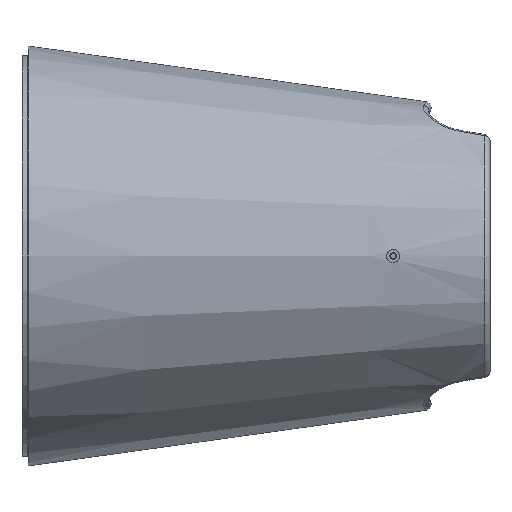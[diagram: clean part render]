
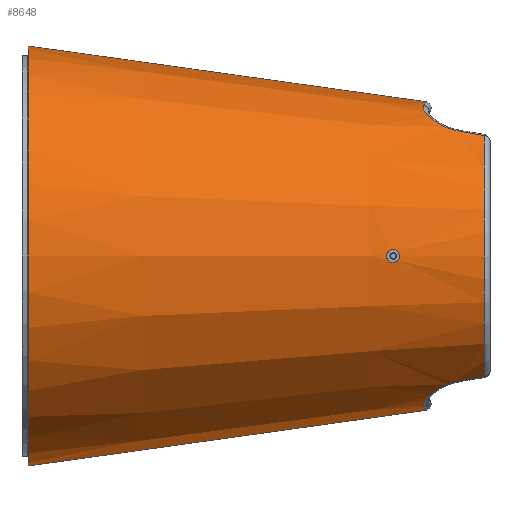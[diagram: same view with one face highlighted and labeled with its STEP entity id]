
A CAD part, left-side view. The second image highlights one B-rep face of the part: STEP entity #8648.
In plain terms, the highlighted conical face has half-angle 7.967 degrees and reference radius 45 mm.
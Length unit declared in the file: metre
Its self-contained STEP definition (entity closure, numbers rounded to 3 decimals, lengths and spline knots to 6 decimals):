
#272=CONICAL_SURFACE('',#9594,0.045,0.139);
#577=B_SPLINE_CURVE_WITH_KNOTS('',3,(#16417,#16418,#16419,#16420,#16421,
#16422,#16423),.UNSPECIFIED.,.F.,.F.,(4,1,1,1,4),(0.007873,0.009046,
0.01022,0.011393,0.012566),.UNSPECIFIED.);
#578=B_SPLINE_CURVE_WITH_KNOTS('',3,(#16432,#16433,#16434,#16435),
 .UNSPECIFIED.,.F.,.F.,(4,4),(0.,0.001581),.UNSPECIFIED.);
#606=B_SPLINE_CURVE_WITH_KNOTS('',3,(#16679,#16680,#16681,#16682),
 .UNSPECIFIED.,.F.,.F.,(4,4),(0.011023,0.021968),
 .UNSPECIFIED.);
#607=B_SPLINE_CURVE_WITH_KNOTS('',3,(#16684,#16685,#16686,#16687,#16688,
#16689,#16690,#16691),.UNSPECIFIED.,.F.,.F.,(4,1,1,1,1,4),(0.,0.005779,
0.011558,0.017336,0.020226,0.023115),
 .UNSPECIFIED.);
#608=B_SPLINE_CURVE_WITH_KNOTS('',3,(#16693,#16694,#16695,#16696),
 .UNSPECIFIED.,.F.,.F.,(4,4),(0.,0.007245),.UNSPECIFIED.);
#609=B_SPLINE_CURVE_WITH_KNOTS('',3,(#16699,#16700,#16701,#16702),
 .UNSPECIFIED.,.F.,.F.,(4,4),(0.,0.007245),
 .UNSPECIFIED.);
#610=B_SPLINE_CURVE_WITH_KNOTS('',3,(#16704,#16705,#16706,#16707,#16708,
#16709,#16710,#16711,#16712,#16713),.UNSPECIFIED.,.F.,.F.,(4,1,1,1,1,1,
1,4),(0.,0.005749,0.008624,0.011498,0.014373,
0.017247,0.020122,0.022997),.UNSPECIFIED.);
#611=B_SPLINE_CURVE_WITH_KNOTS('',3,(#16715,#16716,#16717,#16718),
 .UNSPECIFIED.,.F.,.F.,(4,4),(0.,0.011023),.UNSPECIFIED.);
#612=B_SPLINE_CURVE_WITH_KNOTS('',3,(#16720,#16721,#16722,#16723,#16724,
#16725,#16726),.UNSPECIFIED.,.F.,.F.,(4,1,1,1,4),(0.001581,0.002756,
0.003932,0.005107,0.006283),
 .UNSPECIFIED.);
#613=B_SPLINE_CURVE_WITH_KNOTS('',3,(#16728,#16729,#16730,#16731),
 .UNSPECIFIED.,.F.,.F.,(4,4),(0.006283,0.007873),
 .UNSPECIFIED.);
#972=LINE('',#16636,#1207);
#973=LINE('',#16640,#1208);
#1207=VECTOR('',#11589,1.);
#1208=VECTOR('',#11592,1.);
#3053=ORIENTED_EDGE('',*,*,#4994,.F.);
#3054=ORIENTED_EDGE('',*,*,#5003,.T.);
#3055=ORIENTED_EDGE('',*,*,#5004,.T.);
#3056=ORIENTED_EDGE('',*,*,#5005,.T.);
#3057=ORIENTED_EDGE('',*,*,#5006,.T.);
#3058=ORIENTED_EDGE('',*,*,#5007,.T.);
#3059=ORIENTED_EDGE('',*,*,#5008,.T.);
#3060=ORIENTED_EDGE('',*,*,#5009,.T.);
#3061=ORIENTED_EDGE('',*,*,#4996,.T.);
#3062=ORIENTED_EDGE('',*,*,#5010,.F.);
#3063=ORIENTED_EDGE('',*,*,#5011,.T.);
#3064=ORIENTED_EDGE('',*,*,#5012,.T.);
#3065=ORIENTED_EDGE('',*,*,#4935,.T.);
#3066=ORIENTED_EDGE('',*,*,#4939,.T.);
#4935=EDGE_CURVE('',#6010,#6011,#577,.T.);
#4939=EDGE_CURVE('',#6011,#6014,#578,.T.);
#4994=EDGE_CURVE('',#6063,#6064,#972,.T.);
#4996=EDGE_CURVE('',#6066,#6065,#973,.T.);
#5003=EDGE_CURVE('',#6063,#6072,#606,.T.);
#5004=EDGE_CURVE('',#6072,#6073,#607,.T.);
#5005=EDGE_CURVE('',#6073,#6045,#608,.T.);
#5006=EDGE_CURVE('',#6045,#6074,#6773,.F.);
#5007=EDGE_CURVE('',#6074,#6075,#609,.T.);
#5008=EDGE_CURVE('',#6075,#6076,#610,.T.);
#5009=EDGE_CURVE('',#6076,#6066,#611,.T.);
#5010=EDGE_CURVE('',#6064,#6065,#6774,.T.);
#5011=EDGE_CURVE('',#6014,#6077,#612,.T.);
#5012=EDGE_CURVE('',#6077,#6010,#613,.T.);
#6010=VERTEX_POINT('',#16424);
#6011=VERTEX_POINT('',#16425);
#6014=VERTEX_POINT('',#16431);
#6045=VERTEX_POINT('',#16535);
#6063=VERTEX_POINT('',#16635);
#6064=VERTEX_POINT('',#16637);
#6065=VERTEX_POINT('',#16639);
#6066=VERTEX_POINT('',#16641);
#6072=VERTEX_POINT('',#16683);
#6073=VERTEX_POINT('',#16692);
#6074=VERTEX_POINT('',#16698);
#6075=VERTEX_POINT('',#16703);
#6076=VERTEX_POINT('',#16714);
#6077=VERTEX_POINT('',#16727);
#6773=CIRCLE('',#9595,0.045241);
#6774=CIRCLE('',#9596,0.065);
#7435=EDGE_LOOP('',(#3053,#3054,#3055,#3056,#3057,#3058,#3059,#3060,#3061,
#3062));
#7436=EDGE_LOOP('',(#3063,#3064,#3065,#3066));
#8024=FACE_BOUND('',#7435,.T.);
#8025=FACE_BOUND('',#7436,.T.);
#8648=ADVANCED_FACE('',(#8024,#8025),#272,.T.);
#9594=AXIS2_PLACEMENT_3D('',#16678,#11595,#11596);
#9595=AXIS2_PLACEMENT_3D('',#16697,#11597,#11598);
#9596=AXIS2_PLACEMENT_3D('',#16719,#11599,#11600);
#11589=DIRECTION('',(0.,0.99,-0.139));
#11592=DIRECTION('',(0.,0.99,0.139));
#11595=DIRECTION('',(0.,1.,0.));
#11596=DIRECTION('',(0.,0.,1.));
#11597=DIRECTION('',(0.,-1.,0.));
#11598=DIRECTION('',(0.,0.,-1.));
#11599=DIRECTION('',(0.,1.,0.));
#11600=DIRECTION('',(0.,0.,1.));
#16417=CARTESIAN_POINT('',(-0.049158,0.0771,0.254205));
#16418=CARTESIAN_POINT('',(-0.049104,0.076712,0.254205));
#16419=CARTESIAN_POINT('',(-0.049005,0.07593,0.253971));
#16420=CARTESIAN_POINT('',(-0.048923,0.075146,0.253025));
#16421=CARTESIAN_POINT('',(-0.048911,0.07502,0.251802));
#16422=CARTESIAN_POINT('',(-0.048949,0.075402,0.251077));
#16423=CARTESIAN_POINT('',(-0.04898,0.07568,0.250796));
#16424=CARTESIAN_POINT('',(-0.049158,0.0771,0.254205));
#16425=CARTESIAN_POINT('',(-0.04898,0.07568,0.250796));
#16431=CARTESIAN_POINT('',(-0.049158,0.0771,0.250205));
#16432=CARTESIAN_POINT('',(-0.04898,0.07568,0.250796));
#16433=CARTESIAN_POINT('',(-0.049021,0.076056,0.250418));
#16434=CARTESIAN_POINT('',(-0.049085,0.076577,0.250205));
#16435=CARTESIAN_POINT('',(-0.049158,0.0771,0.250205));
#16535=CARTESIAN_POINT('',(-0.025622,0.048823,0.214919));
#16635=CARTESIAN_POINT('',(0.,0.067009,0.204419));
#16636=CARTESIAN_POINT('',(0.,0.0471,0.207205));
#16637=CARTESIAN_POINT('',(0.,0.19,0.187205));
#16639=CARTESIAN_POINT('',(0.,0.19,0.317205));
#16640=CARTESIAN_POINT('',(0.,0.0471,0.297205));
#16641=CARTESIAN_POINT('',(0.,0.067009,0.299992));
#16678=CARTESIAN_POINT('',(0.,0.0471,0.252205));
#16679=CARTESIAN_POINT('',(0.,0.067009,0.204419));
#16680=CARTESIAN_POINT('',(-0.003659,0.067009,0.204419));
#16681=CARTESIAN_POINT('',(-0.007361,0.06723,0.204815));
#16682=CARTESIAN_POINT('',(-0.010953,0.067646,0.205599));
#16683=CARTESIAN_POINT('',(-0.010953,0.067646,0.205599));
#16684=CARTESIAN_POINT('',(-0.010953,0.067646,0.205599));
#16685=CARTESIAN_POINT('',(-0.012824,0.067863,0.206008));
#16686=CARTESIAN_POINT('',(-0.016516,0.067679,0.207143));
#16687=CARTESIAN_POINT('',(-0.021388,0.065541,0.209605));
#16688=CARTESIAN_POINT('',(-0.024225,0.06221,0.211774));
#16689=CARTESIAN_POINT('',(-0.025403,0.05876,0.213096));
#16690=CARTESIAN_POINT('',(-0.025593,0.056915,0.213533));
#16691=CARTESIAN_POINT('',(-0.025596,0.055964,0.213695));
#16692=CARTESIAN_POINT('',(-0.025596,0.055964,0.213695));
#16693=CARTESIAN_POINT('',(-0.025596,0.055964,0.213695));
#16694=CARTESIAN_POINT('',(-0.025605,0.053583,0.214101));
#16695=CARTESIAN_POINT('',(-0.025613,0.051203,0.214508));
#16696=CARTESIAN_POINT('',(-0.025622,0.048823,0.214919));
#16697=CARTESIAN_POINT('',(0.,0.048823,0.252205));
#16698=CARTESIAN_POINT('',(-0.025622,0.048823,0.289492));
#16699=CARTESIAN_POINT('',(-0.025622,0.048823,0.289492));
#16700=CARTESIAN_POINT('',(-0.025613,0.051203,0.289902));
#16701=CARTESIAN_POINT('',(-0.025605,0.053583,0.290309));
#16702=CARTESIAN_POINT('',(-0.025596,0.055964,0.290715));
#16703=CARTESIAN_POINT('',(-0.025596,0.055964,0.290715));
#16704=CARTESIAN_POINT('',(-0.025596,0.055964,0.290715));
#16705=CARTESIAN_POINT('',(-0.02559,0.057871,0.29104));
#16706=CARTESIAN_POINT('',(-0.024999,0.060617,0.291903));
#16707=CARTESIAN_POINT('',(-0.023073,0.063564,0.293518));
#16708=CARTESIAN_POINT('',(-0.021203,0.065308,0.294788));
#16709=CARTESIAN_POINT('',(-0.018936,0.066618,0.296047));
#16710=CARTESIAN_POINT('',(-0.016441,0.067444,0.297169));
#16711=CARTESIAN_POINT('',(-0.013729,0.067816,0.298125));
#16712=CARTESIAN_POINT('',(-0.011889,0.067755,0.298606));
#16713=CARTESIAN_POINT('',(-0.010953,0.067646,0.298811));
#16714=CARTESIAN_POINT('',(-0.010953,0.067646,0.298811));
#16715=CARTESIAN_POINT('',(-0.010953,0.067646,0.298811));
#16716=CARTESIAN_POINT('',(-0.007336,0.067227,0.299601));
#16717=CARTESIAN_POINT('',(-0.003685,0.067009,0.299992));
#16718=CARTESIAN_POINT('',(0.,0.067009,0.299992));
#16719=CARTESIAN_POINT('',(0.,0.19,0.252205));
#16720=CARTESIAN_POINT('',(-0.049158,0.0771,0.250205));
#16721=CARTESIAN_POINT('',(-0.049213,0.077489,0.250205));
#16722=CARTESIAN_POINT('',(-0.049332,0.078268,0.250439));
#16723=CARTESIAN_POINT('',(-0.049469,0.079051,0.251379));
#16724=CARTESIAN_POINT('',(-0.049494,0.079182,0.252608));
#16725=CARTESIAN_POINT('',(-0.049424,0.078796,0.253334));
#16726=CARTESIAN_POINT('',(-0.049378,0.078522,0.253612));
#16727=CARTESIAN_POINT('',(-0.049378,0.078522,0.253612));
#16728=CARTESIAN_POINT('',(-0.049378,0.078522,0.253612));
#16729=CARTESIAN_POINT('',(-0.049315,0.078151,0.253987));
#16730=CARTESIAN_POINT('',(-0.049232,0.077626,0.254205));
#16731=CARTESIAN_POINT('',(-0.049158,0.0771,0.254205));
